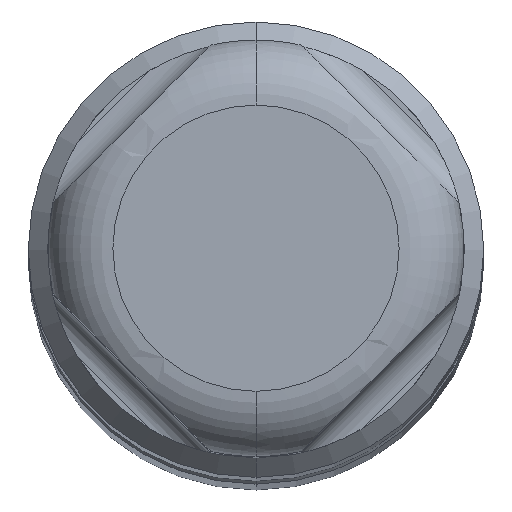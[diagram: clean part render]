
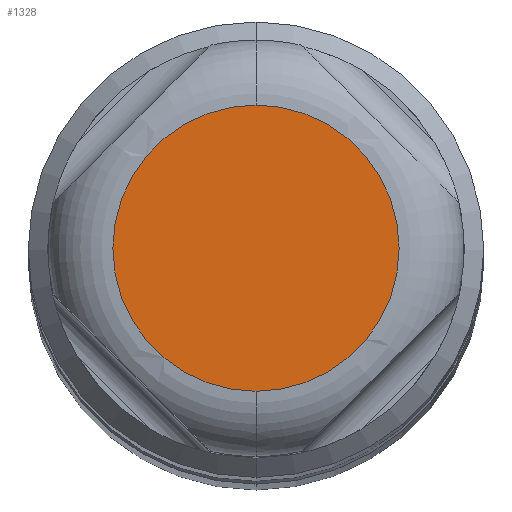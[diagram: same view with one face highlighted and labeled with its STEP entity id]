
A CAD part, top view. The second image highlights one B-rep face of the part: STEP entity #1328.
In plain terms, the highlighted planar face has unit normal (0, 0, 1).
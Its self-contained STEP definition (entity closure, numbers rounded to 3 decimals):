
#587=CARTESIAN_POINT('',(0.,0.,6.));
#588=DIRECTION('',(0.,0.,1.));
#589=DIRECTION('',(0.,1.,0.));
#590=AXIS2_PLACEMENT_3D('',#587,#588,#589);
#592=CARTESIAN_POINT('',(0.,0.,6.));
#593=DIRECTION('',(0.,0.,-1.));
#594=DIRECTION('',(0.,1.,0.));
#595=AXIS2_PLACEMENT_3D('',#592,#593,#594);
#679=CARTESIAN_POINT('',(0.,1.1,6.));
#680=VERTEX_POINT('',#679);
#681=CARTESIAN_POINT('',(0.,-1.1,6.));
#682=VERTEX_POINT('',#681);
#1319=CARTESIAN_POINT('',(0.,0.,6.));
#1320=DIRECTION('',(0.,0.,-1.));
#1321=DIRECTION('',(0.,-1.,0.));
#1322=AXIS2_PLACEMENT_3D('',#1319,#1320,#1321);
#1323=PLANE('',#1322);
#1324=ORIENTED_EDGE('',*,*,#1147,.F.);
#1325=ORIENTED_EDGE('',*,*,#1117,.T.);
#1326=EDGE_LOOP('',(#1324,#1325));
#1327=FACE_OUTER_BOUND('',#1326,.F.);
#591=CIRCLE('',#590,1.1);
#596=CIRCLE('',#595,1.1);
#1117=EDGE_CURVE('',#680,#682,#596,.T.);
#1147=EDGE_CURVE('',#680,#682,#591,.T.);
#1328=ADVANCED_FACE('',(#1327),#1323,.F.);
